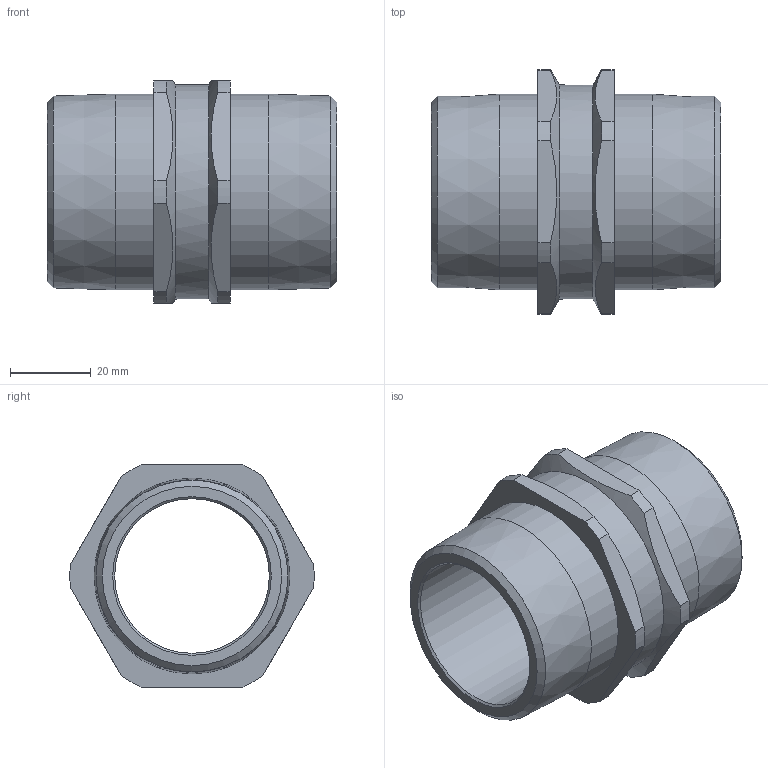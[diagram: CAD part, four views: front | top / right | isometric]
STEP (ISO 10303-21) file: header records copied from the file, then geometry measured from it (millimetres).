
FILE_DESCRIPTION (( 'STEP AP203' ), '1' );
FILE_NAME ('797DT5MT5M.STEP', '2019-10-15T08:39:48', ( '' ), ( '' ), 'SwSTEP 2.0', 'SolidWorks 2017', '' );
FILE_SCHEMA (( 'CONFIG_CONTROL_DESIGN' ));
Length unit declared in the file: millimetre
Products named in the file (1): 797DT5MT5M
Bounding box: 71.7 x 60.47 x 55 mm (x, y, z)
Volume: 58140.2 mm3; surface area: 22853.7 mm2
Topology: 1 solids, 1 shells, 43 faces, 110 edges, 71 vertices
Faces by surface type: cylinder 17, plane 16, cone 10
Full cylindrical faces by diameter (mm): 38.3 x2, 48.48 x2, 53 x1
Entity records: 1369 total; most frequent: CARTESIAN_POINT 330, DIRECTION 206, ORIENTED_EDGE 178, EDGE_CURVE 89, AXIS2_PLACEMENT_3D 85, VERTEX_POINT 65, EDGE_LOOP 62, FACE_OUTER_BOUND 48
